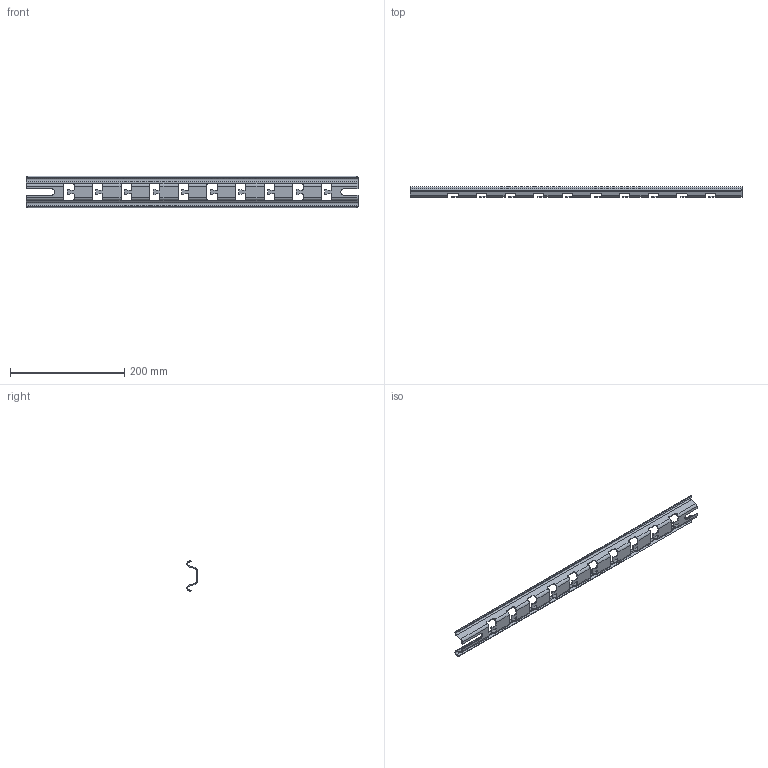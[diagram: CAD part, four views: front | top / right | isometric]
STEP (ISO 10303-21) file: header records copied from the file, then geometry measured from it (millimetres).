
FILE_DESCRIPTION (( 'STEP AP214' ), '1' );
FILE_NAME ('ompp500 Îìåãà-ïðîôèëü äëÿ ïðîâîëî÷. ëîòêà 500 EKF.STEP', '2020-08-26T13:57:57', ( '' ), ( '' ), 'SwSTEP 2.0', 'SolidWorks 2019', '' );
FILE_SCHEMA (( 'AUTOMOTIVE_DESIGN' ));
Length unit declared in the file: millimetre
Products named in the file (1): ompp500 Îìåãà-ïðîôèëü äëÿ ïðîâîëî÷. ëîòêà 500 EKF
Bounding box: 580 x 18.01 x 55 mm (x, y, z)
Volume: 60958.2 mm3; surface area: 85504.7 mm2
Topology: 1 solids, 1 shells, 380 faces, 1002 edges, 604 vertices
Faces by surface type: plane 236, cylinder 144
Entity records: 11592 total; most frequent: DIRECTION 2052, ORIENTED_EDGE 2004, CARTESIAN_POINT 1987, EDGE_CURVE 1002, VECTOR 714, LINE 714, AXIS2_PLACEMENT_3D 669, VERTEX_POINT 604
